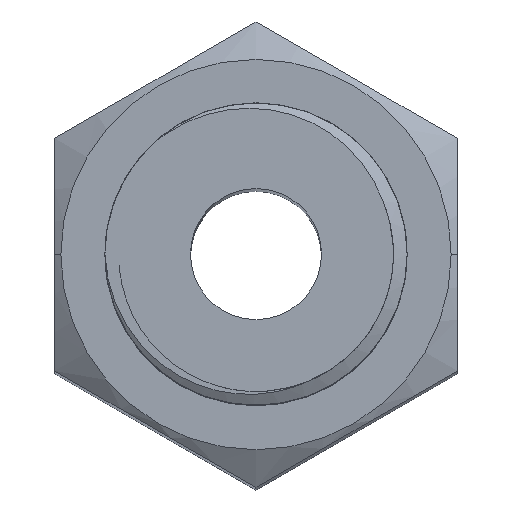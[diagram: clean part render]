
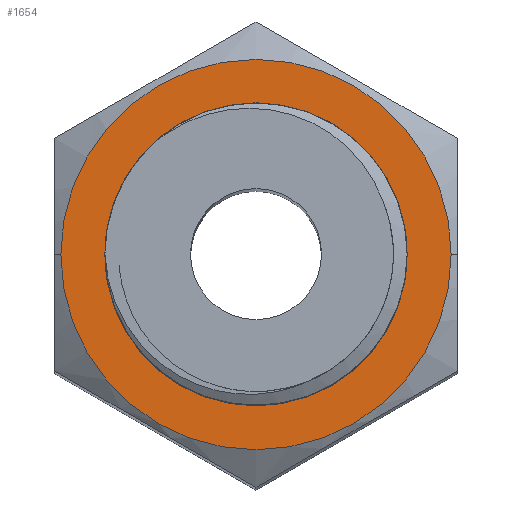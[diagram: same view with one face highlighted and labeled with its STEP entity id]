
A CAD part, top view. The second image highlights one B-rep face of the part: STEP entity #1654.
In plain terms, the highlighted planar face has unit normal (0, 0, 1).
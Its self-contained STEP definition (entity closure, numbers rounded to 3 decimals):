
#83 = EDGE_LOOP ( 'NONE', ( #1839, #1029 ) ) ;
#91 = DIRECTION ( 'NONE',  ( 1., 0., 0. ) ) ;
#118 = VERTEX_POINT ( 'NONE', #1160 ) ;
#200 = EDGE_LOOP ( 'NONE', ( #447, #3397 ) ) ;
#447 = ORIENTED_EDGE ( 'NONE', *, *, #3022, .T. ) ;
#475 = DIRECTION ( 'NONE',  ( 0., 0., -1. ) ) ;
#581 = AXIS2_PLACEMENT_3D ( 'NONE', #4160, #2074, #1142 ) ;
#711 = EDGE_CURVE ( 'NONE', #1009, #5227, #2679, .T. ) ;
#915 = CARTESIAN_POINT ( 'NONE',  ( 0., 0., -12. ) ) ;
#1004 = CARTESIAN_POINT ( 'NONE',  ( -7.75, 0., -12. ) ) ;
#1009 = VERTEX_POINT ( 'NONE', #4321 ) ;
#1029 = ORIENTED_EDGE ( 'NONE', *, *, #4234, .F. ) ;
#1053 = CIRCLE ( 'NONE', #2578, 7.75 ) ;
#1142 = DIRECTION ( 'NONE',  ( 1., 0., 0. ) ) ;
#1160 = CARTESIAN_POINT ( 'NONE',  ( -6., 0., -12. ) ) ;
#1462 = FACE_BOUND ( 'NONE', #83, .T. ) ;
#1640 = DIRECTION ( 'NONE',  ( 0., 0., 1. ) ) ;
#1653 = VERTEX_POINT ( 'NONE', #5463 ) ;
#1654 = ADVANCED_FACE ( 'NONE', ( #1462, #3267 ), #3181, .F. ) ;
#1812 = CIRCLE ( 'NONE', #581, 6. ) ;
#1839 = ORIENTED_EDGE ( 'NONE', *, *, #2694, .F. ) ;
#2074 = DIRECTION ( 'NONE',  ( 0., 0., 1. ) ) ;
#2290 = DIRECTION ( 'NONE',  ( -1., 0., 0. ) ) ;
#2381 = AXIS2_PLACEMENT_3D ( 'NONE', #2560, #1640, #3030 ) ;
#2494 = DIRECTION ( 'NONE',  ( 0., 0., 1. ) ) ;
#2560 = CARTESIAN_POINT ( 'NONE',  ( 0., 0., -12. ) ) ;
#2578 = AXIS2_PLACEMENT_3D ( 'NONE', #4843, #2494, #91 ) ;
#2580 = AXIS2_PLACEMENT_3D ( 'NONE', #915, #2722, #3669 ) ;
#2679 = CIRCLE ( 'NONE', #2381, 7.75 ) ;
#2694 = EDGE_CURVE ( 'NONE', #1653, #118, #1812, .T. ) ;
#2722 = DIRECTION ( 'NONE',  ( 0., 0., 1. ) ) ;
#3022 = EDGE_CURVE ( 'NONE', #5227, #1009, #1053, .T. ) ;
#3030 = DIRECTION ( 'NONE',  ( 1., 0., 0. ) ) ;
#3062 = AXIS2_PLACEMENT_3D ( 'NONE', #5523, #475, #2290 ) ;
#3181 = PLANE ( 'NONE',  #3062 ) ;
#3267 = FACE_OUTER_BOUND ( 'NONE', #200, .T. ) ;
#3397 = ORIENTED_EDGE ( 'NONE', *, *, #711, .T. ) ;
#3669 = DIRECTION ( 'NONE',  ( 1., 0., 0. ) ) ;
#3711 = CIRCLE ( 'NONE', #2580, 6. ) ;
#4160 = CARTESIAN_POINT ( 'NONE',  ( 0., 0., -12. ) ) ;
#4234 = EDGE_CURVE ( 'NONE', #118, #1653, #3711, .T. ) ;
#4321 = CARTESIAN_POINT ( 'NONE',  ( 7.75, 0., -12. ) ) ;
#4843 = CARTESIAN_POINT ( 'NONE',  ( 0., 0., -12. ) ) ;
#5227 = VERTEX_POINT ( 'NONE', #1004 ) ;
#5463 = CARTESIAN_POINT ( 'NONE',  ( 6., 0., -12. ) ) ;
#5523 = CARTESIAN_POINT ( 'NONE',  ( 6., 0., -12. ) ) ;
